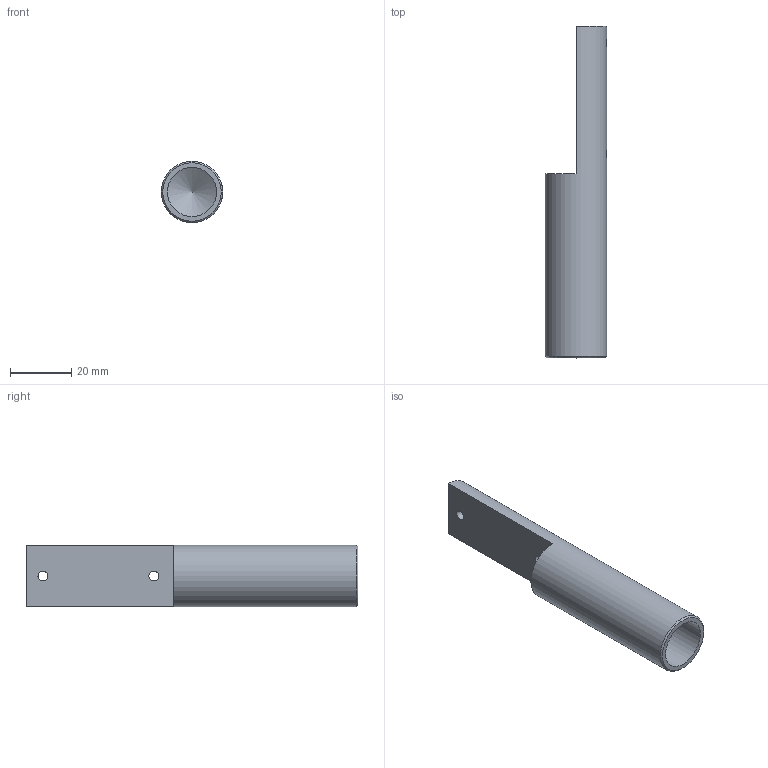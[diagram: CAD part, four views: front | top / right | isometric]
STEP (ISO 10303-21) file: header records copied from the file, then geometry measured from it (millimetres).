
FILE_DESCRIPTION(('STEP AP214'),'1');
FILE_NAME('CA.GAZ.20.20.60.stp','2017-08-01T05:50:16',(' '),(' '),'Spatial InterOp 3D',' ',' ');
FILE_SCHEMA(('automotive_design'));
Length unit declared in the file: millimetre
Products named in the file (1): GAZ.20.20.60
Bounding box: 20 x 108 x 20 mm (x, y, z)
Volume: 15841.8 mm3; surface area: 9563.5 mm2
Topology: 1 solids, 1 shells, 10 faces, 24 edges, 16 vertices
Faces by surface type: cylinder 4, plane 4, cone 2
Full cylindrical faces by diameter (mm): 3.242 x2, 16 x1, 20 x1
Entity records: 432 total; most frequent: CARTESIAN_POINT 136, DIRECTION 42, ORIENTED_EDGE 28, EDGE_LOOP 20, AXIS2_PLACEMENT_3D 19, FACE_OUTER_BOUND 14, EDGE_CURVE 14, VERTEX_POINT 13
